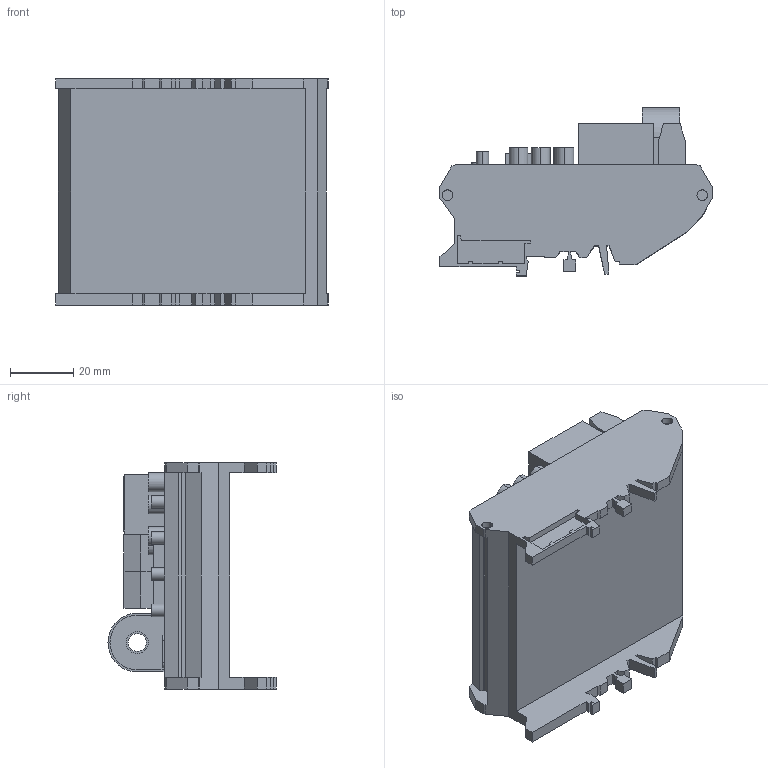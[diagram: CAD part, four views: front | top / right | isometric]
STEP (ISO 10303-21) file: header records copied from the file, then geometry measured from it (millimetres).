
FILE_DESCRIPTION (( 'STEP AP214' ), '1' );
FILE_NAME ('SRCN-C711-2_3D.STEP', '2022-05-04T22:07:11', ( '' ), ( '' ), 'SwSTEP 2.0', 'SolidWorks 2021', '' );
FILE_SCHEMA (( 'AUTOMOTIVE_DESIGN' ));
Length unit declared in the file: inch
Products named in the file (1): SRCN-C711-2_3D
Bounding box: 86 x 53.13 x 71.5 mm (x, y, z)
Volume: 70669.5 mm3; surface area: 43435.3 mm2
Topology: 15 solids, 16 shells, 996 faces, 2567 edges, 1710 vertices
Faces by surface type: plane 876, cylinder 120
Entity records: 40516 total; most frequent: CARTESIAN_POINT 5274, ORIENTED_EDGE 5134, DIRECTION 4803, EDGE_CURVE 2567, LINE 2325, VECTOR 2325, VERTEX_POINT 1710, AXIS2_PLACEMENT_3D 1239
